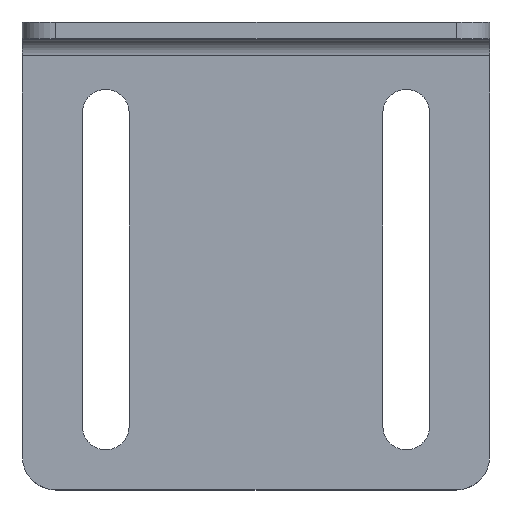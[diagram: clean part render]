
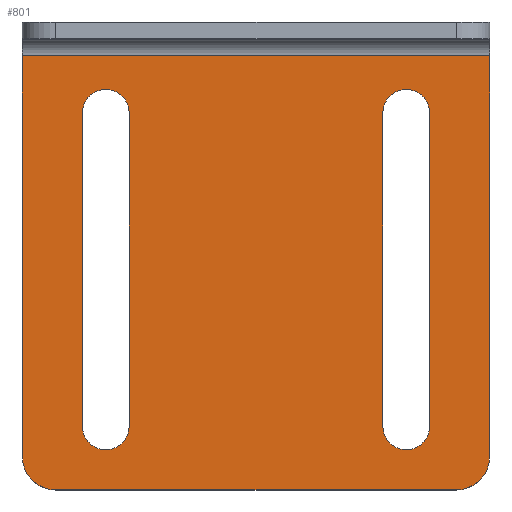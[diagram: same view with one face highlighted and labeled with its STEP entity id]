
A CAD part, top view. The second image highlights one B-rep face of the part: STEP entity #801.
In plain terms, the highlighted planar face has unit normal (0, 0, 1).
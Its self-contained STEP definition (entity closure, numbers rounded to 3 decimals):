
#315=CARTESIAN_POINT('',(-17.157,46.943,2.5));
#316=VERTEX_POINT('',#315);
#323=CARTESIAN_POINT('',(-17.157,-0.057,2.5));
#324=VERTEX_POINT('',#323);
#325=CARTESIAN_POINT('',(-17.157,-0.057,2.5));
#326=DIRECTION('',(0.0,1.0,0.0));
#327=VECTOR('',#326,47.);
#328=LINE('',#325,#327);
#329=EDGE_CURVE('',#324,#316,#328,.T.);
#355=CARTESIAN_POINT('',(-10.157,-0.057,2.5));
#356=VERTEX_POINT('',#355);
#357=CARTESIAN_POINT('',(-13.657,-0.057,2.5));
#358=DIRECTION('',(0.0,0.0,-1.0));
#359=DIRECTION('',(-1.0,0.0,0.0));
#360=AXIS2_PLACEMENT_3D('',#357,#358,#359);
#361=CIRCLE('',#360,3.5);
#362=EDGE_CURVE('',#356,#324,#361,.T.);
#387=CARTESIAN_POINT('',(-10.157,46.943,2.5));
#388=VERTEX_POINT('',#387);
#389=CARTESIAN_POINT('',(-10.157,46.943,2.5));
#390=DIRECTION('',(0.0,-1.0,0.0));
#391=VECTOR('',#390,47.);
#392=LINE('',#389,#391);
#393=EDGE_CURVE('',#388,#356,#392,.T.);
#417=CARTESIAN_POINT('',(-13.657,46.943,2.5));
#418=DIRECTION('',(0.0,0.0,-1.0));
#419=DIRECTION('',(1.0,0.0,0.0));
#420=AXIS2_PLACEMENT_3D('',#417,#418,#419);
#421=CIRCLE('',#420,3.5);
#422=EDGE_CURVE('',#316,#388,#421,.T.);
#444=CARTESIAN_POINT('',(27.843,-0.057,2.5));
#445=VERTEX_POINT('',#444);
#452=CARTESIAN_POINT('',(34.843,-0.057,2.5));
#453=VERTEX_POINT('',#452);
#454=CARTESIAN_POINT('',(31.343,-0.057,2.5));
#455=DIRECTION('',(0.0,0.0,-1.0));
#456=DIRECTION('',(-1.0,0.0,0.0));
#457=AXIS2_PLACEMENT_3D('',#454,#455,#456);
#458=CIRCLE('',#457,3.5);
#459=EDGE_CURVE('',#453,#445,#458,.T.);
#484=CARTESIAN_POINT('',(34.843,46.943,2.5));
#485=VERTEX_POINT('',#484);
#486=CARTESIAN_POINT('',(34.843,46.943,2.5));
#487=DIRECTION('',(0.0,-1.0,0.0));
#488=VECTOR('',#487,47.);
#489=LINE('',#486,#488);
#490=EDGE_CURVE('',#485,#453,#489,.T.);
#516=CARTESIAN_POINT('',(27.843,46.943,2.5));
#517=VERTEX_POINT('',#516);
#518=CARTESIAN_POINT('',(31.343,46.943,2.5));
#519=DIRECTION('',(0.0,0.0,-1.0));
#520=DIRECTION('',(1.0,0.0,0.0));
#521=AXIS2_PLACEMENT_3D('',#518,#519,#520);
#522=CIRCLE('',#521,3.5);
#523=EDGE_CURVE('',#517,#485,#522,.T.);
#546=CARTESIAN_POINT('',(27.843,-0.057,2.5));
#547=DIRECTION('',(0.0,1.0,0.0));
#548=VECTOR('',#547,47.);
#549=LINE('',#546,#548);
#550=EDGE_CURVE('',#445,#517,#549,.T.);
#629=CARTESIAN_POINT('',(-26.157,-4.557,2.5));
#630=VERTEX_POINT('',#629);
#637=CARTESIAN_POINT('',(-26.157,55.443,2.5));
#638=VERTEX_POINT('',#637);
#639=CARTESIAN_POINT('',(-26.157,-4.557,2.5));
#640=DIRECTION('',(0.0,1.0,0.0));
#641=VECTOR('',#640,60.0);
#642=LINE('',#639,#641);
#643=EDGE_CURVE('',#630,#638,#642,.T.);
#721=CARTESIAN_POINT('',(-21.157,-9.557,2.5));
#722=VERTEX_POINT('',#721);
#723=CARTESIAN_POINT('',(-21.157,-4.557,2.5));
#724=DIRECTION('',(0.0,0.0,-1.));
#725=DIRECTION('',(-0.707,-0.707,0.0));
#726=AXIS2_PLACEMENT_3D('',#723,#724,#725);
#727=CIRCLE('',#726,5.);
#728=EDGE_CURVE('',#722,#630,#727,.T.);
#749=CARTESIAN_POINT('',(8.843,25.443,2.5));
#750=DIRECTION('',(0.0,0.0,1.0));
#751=DIRECTION('',(1.0,0.0,0.0));
#752=AXIS2_PLACEMENT_3D('',#749,#750,#751);
#753=PLANE('',#752);
#754=ORIENTED_EDGE('',*,*,#728,.F.);
#755=CARTESIAN_POINT('',(38.843,-9.557,2.5));
#756=VERTEX_POINT('',#755);
#757=CARTESIAN_POINT('',(38.843,-9.557,2.5));
#758=DIRECTION('',(-1.0,0.0,0.0));
#759=VECTOR('',#758,60.);
#760=LINE('',#757,#759);
#761=EDGE_CURVE('',#756,#722,#760,.T.);
#762=ORIENTED_EDGE('',*,*,#761,.F.);
#763=CARTESIAN_POINT('',(43.843,-4.557,2.5));
#764=VERTEX_POINT('',#763);
#765=CARTESIAN_POINT('',(38.843,-4.557,2.5));
#766=DIRECTION('',(0.0,0.0,-1.));
#767=DIRECTION('',(0.707,-0.707,0.0));
#768=AXIS2_PLACEMENT_3D('',#765,#766,#767);
#769=CIRCLE('',#768,5.0);
#770=EDGE_CURVE('',#764,#756,#769,.T.);
#771=ORIENTED_EDGE('',*,*,#770,.F.);
#772=CARTESIAN_POINT('',(43.843,55.443,2.5));
#773=VERTEX_POINT('',#772);
#774=CARTESIAN_POINT('',(43.843,55.443,2.5));
#775=DIRECTION('',(0.0,-1.0,0.0));
#776=VECTOR('',#775,60.0);
#777=LINE('',#774,#776);
#778=EDGE_CURVE('',#773,#764,#777,.T.);
#779=ORIENTED_EDGE('',*,*,#778,.F.);
#780=CARTESIAN_POINT('',(43.843,55.443,2.5));
#781=DIRECTION('',(-1.0,0.0,0.0));
#782=VECTOR('',#781,70.0);
#783=LINE('',#780,#782);
#784=EDGE_CURVE('',#773,#638,#783,.T.);
#785=ORIENTED_EDGE('',*,*,#784,.T.);
#786=ORIENTED_EDGE('',*,*,#643,.F.);
#787=EDGE_LOOP('',(#754,#762,#771,#779,#785,#786));
#788=FACE_OUTER_BOUND('',#787,.T.);
#789=ORIENTED_EDGE('',*,*,#393,.T.);
#790=ORIENTED_EDGE('',*,*,#362,.T.);
#791=ORIENTED_EDGE('',*,*,#329,.T.);
#792=ORIENTED_EDGE('',*,*,#422,.T.);
#793=EDGE_LOOP('',(#789,#790,#791,#792));
#794=FACE_BOUND('',#793,.T.);
#795=ORIENTED_EDGE('',*,*,#523,.T.);
#796=ORIENTED_EDGE('',*,*,#490,.T.);
#797=ORIENTED_EDGE('',*,*,#459,.T.);
#798=ORIENTED_EDGE('',*,*,#550,.T.);
#799=EDGE_LOOP('',(#795,#796,#797,#798));
#800=FACE_BOUND('',#799,.T.);
#801=ADVANCED_FACE('',(#788,#794,#800),#753,.T.);
